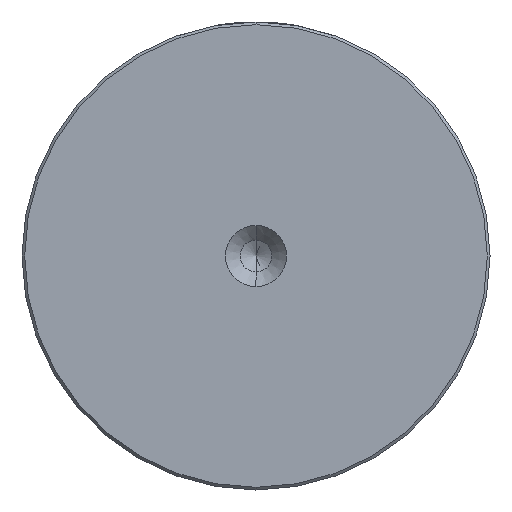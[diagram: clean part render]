
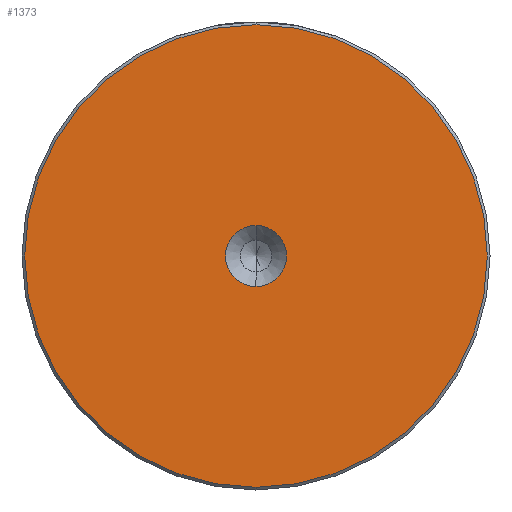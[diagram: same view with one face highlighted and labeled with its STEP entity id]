
A CAD part, left-side view. The second image highlights one B-rep face of the part: STEP entity #1373.
In plain terms, the highlighted planar face has unit normal (-1, 0, 0).
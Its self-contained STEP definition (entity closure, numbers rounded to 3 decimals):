
#24 = VERTEX_POINT ( 'NONE', #195 ) ;
#33 = AXIS2_PLACEMENT_3D ( 'NONE', #1781, #549, #1985 ) ;
#39 = ORIENTED_EDGE ( 'NONE', *, *, #1417, .F. ) ;
#195 = CARTESIAN_POINT ( 'NONE',  ( 0., 0., -5.6 ) ) ;
#221 = EDGE_CURVE ( 'NONE', #2037, #24, #478, .T. ) ;
#312 = ORIENTED_EDGE ( 'NONE', *, *, #504, .T. ) ;
#332 = CARTESIAN_POINT ( 'NONE',  ( 0., 0., 5.6 ) ) ;
#478 = CIRCLE ( 'NONE', #1166, 5.6 ) ;
#504 = EDGE_CURVE ( 'NONE', #2304, #1958, #1949, .T. ) ;
#515 = PLANE ( 'NONE',  #2678 ) ;
#549 = DIRECTION ( 'NONE',  ( -1., 0., 0. ) ) ;
#968 = DIRECTION ( 'NONE',  ( 0., 0., 1. ) ) ;
#1007 = DIRECTION ( 'NONE',  ( -1., 0., 0. ) ) ;
#1019 = CARTESIAN_POINT ( 'NONE',  ( 0., 0., 0. ) ) ;
#1119 = AXIS2_PLACEMENT_3D ( 'NONE', #1254, #1245, #1237 ) ;
#1136 = CIRCLE ( 'NONE', #33, 5.6 ) ;
#1146 = DIRECTION ( 'NONE',  ( 0., 0., 1. ) ) ;
#1154 = DIRECTION ( 'NONE',  ( -1., 0., 0. ) ) ;
#1166 = AXIS2_PLACEMENT_3D ( 'NONE', #1019, #1007, #968 ) ;
#1198 = EDGE_LOOP ( 'NONE', ( #1694, #39 ) ) ;
#1237 = DIRECTION ( 'NONE',  ( 0., 0., 1. ) ) ;
#1245 = DIRECTION ( 'NONE',  ( -1., 0., 0. ) ) ;
#1254 = CARTESIAN_POINT ( 'NONE',  ( 0., 0., 0. ) ) ;
#1373 = ADVANCED_FACE ( 'NONE', ( #2485, #1441 ), #515, .T. ) ;
#1381 = AXIS2_PLACEMENT_3D ( 'NONE', #2396, #1154, #2616 ) ;
#1417 = EDGE_CURVE ( 'NONE', #24, #2037, #1136, .T. ) ;
#1441 = FACE_BOUND ( 'NONE', #1198, .T. ) ;
#1676 = ORIENTED_EDGE ( 'NONE', *, *, #1791, .T. ) ;
#1694 = ORIENTED_EDGE ( 'NONE', *, *, #221, .F. ) ;
#1754 = CARTESIAN_POINT ( 'NONE',  ( 0., 0., 0. ) ) ;
#1781 = CARTESIAN_POINT ( 'NONE',  ( 0., 0., 0. ) ) ;
#1791 = EDGE_CURVE ( 'NONE', #1958, #2304, #2633, .T. ) ;
#1949 = CIRCLE ( 'NONE', #1119, 42.5 ) ;
#1958 = VERTEX_POINT ( 'NONE', #2710 ) ;
#1985 = DIRECTION ( 'NONE',  ( 0., 0., 1. ) ) ;
#2037 = VERTEX_POINT ( 'NONE', #332 ) ;
#2192 = EDGE_LOOP ( 'NONE', ( #1676, #312 ) ) ;
#2304 = VERTEX_POINT ( 'NONE', #2499 ) ;
#2384 = DIRECTION ( 'NONE',  ( -1., 0., 0. ) ) ;
#2396 = CARTESIAN_POINT ( 'NONE',  ( 0., 0., 0. ) ) ;
#2485 = FACE_OUTER_BOUND ( 'NONE', #2192, .T. ) ;
#2499 = CARTESIAN_POINT ( 'NONE',  ( 0., 0., 42.5 ) ) ;
#2616 = DIRECTION ( 'NONE',  ( 0., 0., 1. ) ) ;
#2633 = CIRCLE ( 'NONE', #1381, 42.5 ) ;
#2678 = AXIS2_PLACEMENT_3D ( 'NONE', #1754, #2384, #1146 ) ;
#2710 = CARTESIAN_POINT ( 'NONE',  ( 0., 0., -42.5 ) ) ;
